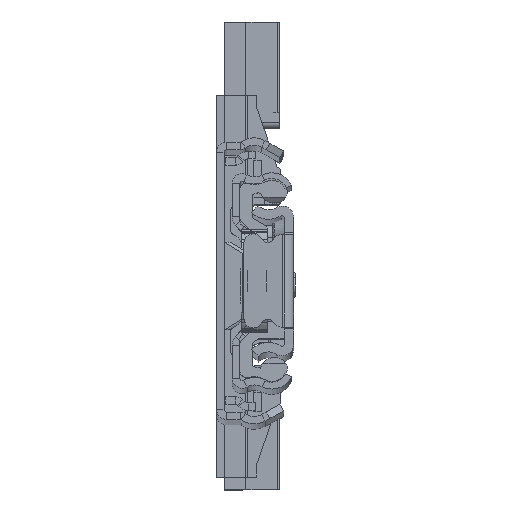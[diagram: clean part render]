
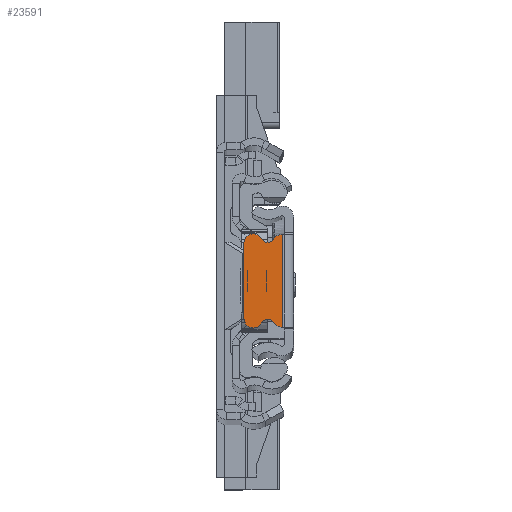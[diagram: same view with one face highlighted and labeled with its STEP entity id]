
A CAD part, top view. The second image highlights one B-rep face of the part: STEP entity #23591.
In plain terms, the highlighted planar face has unit normal (0, 0, 1).
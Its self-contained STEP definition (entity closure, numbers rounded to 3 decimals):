
#199 = CARTESIAN_POINT ( 'NONE',  ( -3.206, -6.658, 0. ) ) ;
#736 = VERTEX_POINT ( 'NONE', #28779 ) ;
#1438 = ORIENTED_EDGE ( 'NONE', *, *, #13050, .T. ) ;
#1725 = CARTESIAN_POINT ( 'NONE',  ( -6.429, 6., 0. ) ) ;
#2229 = CARTESIAN_POINT ( 'NONE',  ( -1.929, -5.87, 0. ) ) ;
#2291 = CARTESIAN_POINT ( 'NONE',  ( -7.929, -6., 0. ) ) ;
#2465 = AXIS2_PLACEMENT_3D ( 'NONE', #1725, #18218, #35080 ) ;
#2548 = CARTESIAN_POINT ( 'NONE',  ( -1.929, -7.37, 0. ) ) ;
#2736 = VECTOR ( 'NONE', #8671, 1000. ) ;
#3708 = DIRECTION ( 'NONE',  ( 0., -1., 0. ) ) ;
#4911 = EDGE_CURVE ( 'NONE', #35541, #10061, #12597, .T. ) ;
#5043 = CIRCLE ( 'NONE', #19871, 1.1 ) ;
#5119 = VERTEX_POINT ( 'NONE', #6586 ) ;
#5296 = ORIENTED_EDGE ( 'NONE', *, *, #33121, .F. ) ;
#5504 = DIRECTION ( 'NONE',  ( 0., -1., 0. ) ) ;
#5625 = ORIENTED_EDGE ( 'NONE', *, *, #26506, .T. ) ;
#5646 = ORIENTED_EDGE ( 'NONE', *, *, #22691, .F. ) ;
#5938 = PLANE ( 'NONE',  #9436 ) ;
#6077 = VERTEX_POINT ( 'NONE', #28956 ) ;
#6586 = CARTESIAN_POINT ( 'NONE',  ( -3.206, 6.658, 0. ) ) ;
#7223 = CARTESIAN_POINT ( 'NONE',  ( -4.142, 7.236, 0. ) ) ;
#7554 = ORIENTED_EDGE ( 'NONE', *, *, #4911, .T. ) ;
#7818 = DIRECTION ( 'NONE',  ( 0., 0., 1. ) ) ;
#7846 = CIRCLE ( 'NONE', #12580, 1.5 ) ;
#8671 = DIRECTION ( 'NONE',  ( 1., 0., 0. ) ) ;
#9003 = EDGE_CURVE ( 'NONE', #23565, #32741, #7846, .T. ) ;
#9096 = FACE_OUTER_BOUND ( 'NONE', #29105, .T. ) ;
#9436 = AXIS2_PLACEMENT_3D ( 'NONE', #23384, #15038, #23020 ) ;
#9848 = VERTEX_POINT ( 'NONE', #35657 ) ;
#10061 = VERTEX_POINT ( 'NONE', #2291 ) ;
#10147 = CARTESIAN_POINT ( 'NONE',  ( -6.429, -6., 0. ) ) ;
#11959 = CIRCLE ( 'NONE', #29833, 1.5 ) ;
#12033 = EDGE_CURVE ( 'NONE', #5119, #6077, #5043, .T. ) ;
#12580 = AXIS2_PLACEMENT_3D ( 'NONE', #2229, #30375, #12943 ) ;
#12597 = LINE ( 'NONE', #23725, #33266 ) ;
#12943 = DIRECTION ( 'NONE',  ( 1., 0., 0. ) ) ;
#13050 = EDGE_CURVE ( 'NONE', #10061, #34165, #11959, .T. ) ;
#13171 = EDGE_CURVE ( 'NONE', #36187, #9848, #36441, .T. ) ;
#13827 = ORIENTED_EDGE ( 'NONE', *, *, #13171, .F. ) ;
#14138 = VECTOR ( 'NONE', #24981, 1000. ) ;
#15038 = DIRECTION ( 'NONE',  ( 0., 0., 1. ) ) ;
#15724 = DIRECTION ( 'NONE',  ( 0., 0., 1. ) ) ;
#16359 = CARTESIAN_POINT ( 'NONE',  ( -1.929, 5.87, 0. ) ) ;
#16450 = LINE ( 'NONE', #2548, #14138 ) ;
#16840 = EDGE_CURVE ( 'NONE', #736, #5119, #22542, .T. ) ;
#17193 = AXIS2_PLACEMENT_3D ( 'NONE', #17646, #23398, #28953 ) ;
#17585 = CARTESIAN_POINT ( 'NONE',  ( -1.929, 7.37, 0. ) ) ;
#17646 = CARTESIAN_POINT ( 'NONE',  ( -4.142, -7.236, 0. ) ) ;
#17988 = CARTESIAN_POINT ( 'NONE',  ( -1.929, -7.37, 0. ) ) ;
#18218 = DIRECTION ( 'NONE',  ( 0., 0., 1. ) ) ;
#18353 = EDGE_CURVE ( 'NONE', #6077, #35541, #21422, .T. ) ;
#18767 = DIRECTION ( 'NONE',  ( -1., 0., 0. ) ) ;
#19871 = AXIS2_PLACEMENT_3D ( 'NONE', #7223, #34830, #29856 ) ;
#19898 = ORIENTED_EDGE ( 'NONE', *, *, #9003, .T. ) ;
#20349 = VECTOR ( 'NONE', #5504, 1000. ) ;
#21422 = CIRCLE ( 'NONE', #2465, 1.5 ) ;
#22542 = CIRCLE ( 'NONE', #34911, 1.5 ) ;
#22691 = EDGE_CURVE ( 'NONE', #9848, #32741, #16450, .T. ) ;
#22764 = CARTESIAN_POINT ( 'NONE',  ( -1.75, 0., 0. ) ) ;
#23020 = DIRECTION ( 'NONE',  ( 1., 0., 0. ) ) ;
#23384 = CARTESIAN_POINT ( 'NONE',  ( 544.071, 0., 0. ) ) ;
#23398 = DIRECTION ( 'NONE',  ( 0., 0., -1. ) ) ;
#23565 = VERTEX_POINT ( 'NONE', #199 ) ;
#23591 = ADVANCED_FACE ( 'NONE', ( #9096 ), #5938, .T. ) ;
#23725 = CARTESIAN_POINT ( 'NONE',  ( -7.929, -6., 0. ) ) ;
#24981 = DIRECTION ( 'NONE',  ( -1., 0., 0. ) ) ;
#26092 = LINE ( 'NONE', #17585, #2736 ) ;
#26506 = EDGE_CURVE ( 'NONE', #34165, #23565, #33159, .T. ) ;
#27808 = CARTESIAN_POINT ( 'NONE',  ( -5.109, -6.713, 0. ) ) ;
#28115 = ORIENTED_EDGE ( 'NONE', *, *, #12033, .T. ) ;
#28779 = CARTESIAN_POINT ( 'NONE',  ( -1.929, 7.37, 0. ) ) ;
#28953 = DIRECTION ( 'NONE',  ( -1., 0., 0. ) ) ;
#28956 = CARTESIAN_POINT ( 'NONE',  ( -5.109, 6.713, 0. ) ) ;
#29105 = EDGE_LOOP ( 'NONE', ( #13827, #5296, #30865, #28115, #34729, #7554, #1438, #5625, #19898, #5646 ) ) ;
#29833 = AXIS2_PLACEMENT_3D ( 'NONE', #10147, #15724, #32577 ) ;
#29856 = DIRECTION ( 'NONE',  ( 1., 0., 0. ) ) ;
#30375 = DIRECTION ( 'NONE',  ( 0., 0., 1. ) ) ;
#30865 = ORIENTED_EDGE ( 'NONE', *, *, #16840, .T. ) ;
#32577 = DIRECTION ( 'NONE',  ( 1., 0., 0. ) ) ;
#32741 = VERTEX_POINT ( 'NONE', #17988 ) ;
#33121 = EDGE_CURVE ( 'NONE', #736, #36187, #26092, .T. ) ;
#33159 = CIRCLE ( 'NONE', #17193, 1.1 ) ;
#33266 = VECTOR ( 'NONE', #3708, 1000. ) ;
#34165 = VERTEX_POINT ( 'NONE', #27808 ) ;
#34729 = ORIENTED_EDGE ( 'NONE', *, *, #18353, .T. ) ;
#34830 = DIRECTION ( 'NONE',  ( 0., 0., -1. ) ) ;
#34911 = AXIS2_PLACEMENT_3D ( 'NONE', #16359, #7818, #18767 ) ;
#35080 = DIRECTION ( 'NONE',  ( -1., 0., 0. ) ) ;
#35396 = CARTESIAN_POINT ( 'NONE',  ( -7.929, 6., 0. ) ) ;
#35488 = CARTESIAN_POINT ( 'NONE',  ( -1.75, 7.37, 0. ) ) ;
#35541 = VERTEX_POINT ( 'NONE', #35396 ) ;
#35657 = CARTESIAN_POINT ( 'NONE',  ( -1.75, -7.37, 0. ) ) ;
#36187 = VERTEX_POINT ( 'NONE', #35488 ) ;
#36441 = LINE ( 'NONE', #22764, #20349 ) ;
